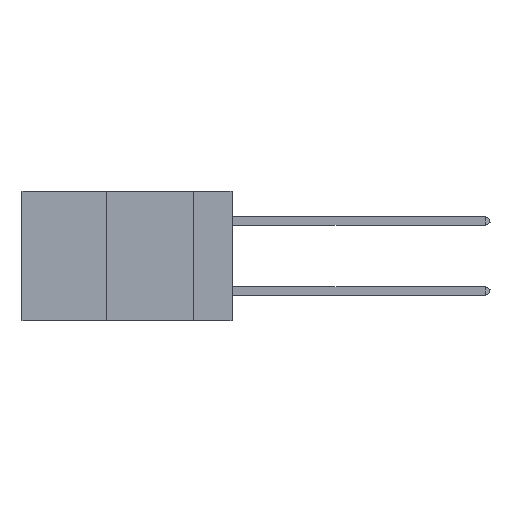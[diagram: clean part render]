
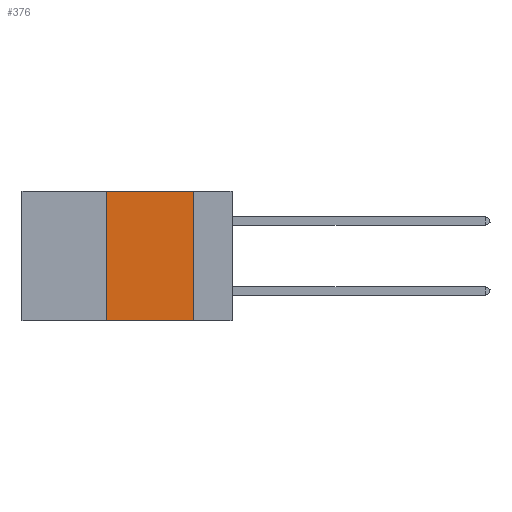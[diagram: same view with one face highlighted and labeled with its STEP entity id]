
A CAD part, left-side view. The second image highlights one B-rep face of the part: STEP entity #376.
In plain terms, the highlighted planar face has unit normal (-1, 0, 0).
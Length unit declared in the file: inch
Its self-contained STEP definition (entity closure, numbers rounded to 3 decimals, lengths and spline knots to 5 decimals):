
#280 = ORIENTED_EDGE ( 'NONE', *, *, #17305, .F. ) ;
#376 = ADVANCED_FACE ( 'NONE', ( #20650 ), #4322, .F. ) ;
#940 = VERTEX_POINT ( 'NONE', #18197 ) ;
#1408 = LINE ( 'NONE', #3152, #10968 ) ;
#2175 = EDGE_CURVE ( 'NONE', #18771, #2991, #1408, .T. ) ;
#2760 = VECTOR ( 'NONE', #17679, 39.37008 ) ;
#2991 = VERTEX_POINT ( 'NONE', #7440 ) ;
#3092 = CARTESIAN_POINT ( 'NONE',  ( 0., 0.36, -0.37 ) ) ;
#3152 = CARTESIAN_POINT ( 'NONE',  ( 0., 0.36, 0. ) ) ;
#4216 = LINE ( 'NONE', #21923, #13639 ) ;
#4322 = PLANE ( 'NONE',  #12691 ) ;
#4934 = CARTESIAN_POINT ( 'NONE',  ( 0., 0.11, 0. ) ) ;
#7440 = CARTESIAN_POINT ( 'NONE',  ( 0., 0.36, 0. ) ) ;
#8234 = DIRECTION ( 'NONE',  ( 1., 0., 0. ) ) ;
#8991 = ORIENTED_EDGE ( 'NONE', *, *, #2175, .F. ) ;
#9334 = DIRECTION ( 'NONE',  ( 0., -1., 0. ) ) ;
#10968 = VECTOR ( 'NONE', #21867, 39.37008 ) ;
#11560 = EDGE_CURVE ( 'NONE', #18771, #940, #19353, .T. ) ;
#12089 = CARTESIAN_POINT ( 'NONE',  ( 0., 0.6, 0. ) ) ;
#12691 = AXIS2_PLACEMENT_3D ( 'NONE', #15340, #8234, #16838 ) ;
#12832 = EDGE_LOOP ( 'NONE', ( #13921, #280, #8991, #22339 ) ) ;
#12836 = LINE ( 'NONE', #12089, #2760 ) ;
#13639 = VECTOR ( 'NONE', #23810, 39.37008 ) ;
#13921 = ORIENTED_EDGE ( 'NONE', *, *, #19485, .F. ) ;
#14410 = VECTOR ( 'NONE', #9334, 39.37008 ) ;
#14915 = CARTESIAN_POINT ( 'NONE',  ( 0., 0.6, -0.37 ) ) ;
#15340 = CARTESIAN_POINT ( 'NONE',  ( 0., 0.6, 0. ) ) ;
#16838 = DIRECTION ( 'NONE',  ( 0., 0., -1. ) ) ;
#17305 = EDGE_CURVE ( 'NONE', #2991, #18751, #12836, .T. ) ;
#17679 = DIRECTION ( 'NONE',  ( 0., -1., 0. ) ) ;
#18197 = CARTESIAN_POINT ( 'NONE',  ( 0., 0.11, -0.37 ) ) ;
#18751 = VERTEX_POINT ( 'NONE', #4934 ) ;
#18771 = VERTEX_POINT ( 'NONE', #3092 ) ;
#19353 = LINE ( 'NONE', #14915, #14410 ) ;
#19485 = EDGE_CURVE ( 'NONE', #18751, #940, #4216, .T. ) ;
#20650 = FACE_OUTER_BOUND ( 'NONE', #12832, .T. ) ;
#21867 = DIRECTION ( 'NONE',  ( 0., 0., 1. ) ) ;
#21923 = CARTESIAN_POINT ( 'NONE',  ( 0., 0.11, 0. ) ) ;
#22339 = ORIENTED_EDGE ( 'NONE', *, *, #11560, .T. ) ;
#23810 = DIRECTION ( 'NONE',  ( 0., 0., -1. ) ) ;
